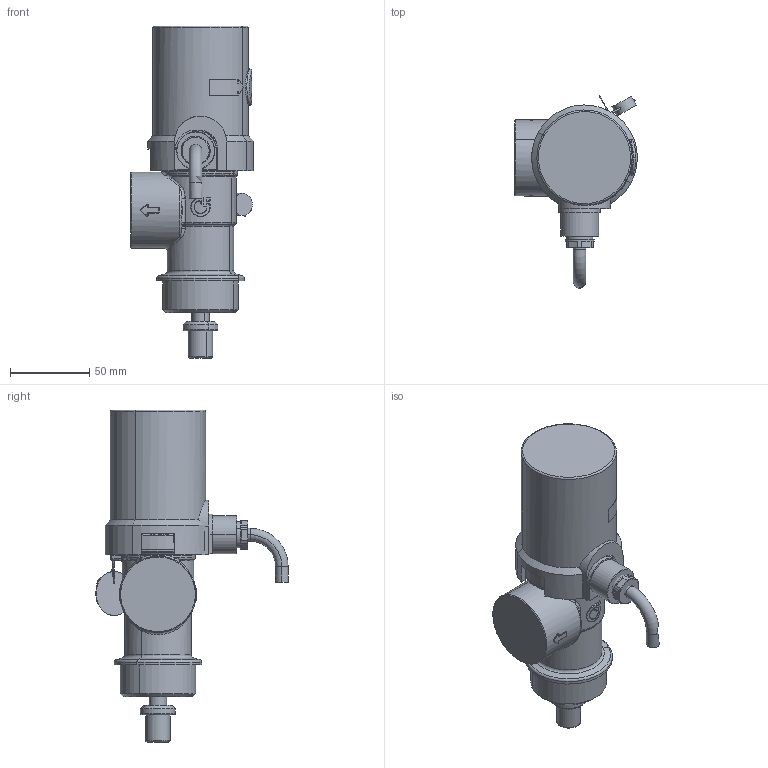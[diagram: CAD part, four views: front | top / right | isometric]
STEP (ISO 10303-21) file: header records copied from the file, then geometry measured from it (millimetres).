
FILE_DESCRIPTION(('CATIA V5 STEP Exchange'),'2;1');
FILE_NAME('STEP_542870_-_TST.stp','2018-04-10T11:59:25+00:00',('none'),('none'),'CATIA Version 5-6 Release 2016 SP4','CATIA V5 STEP AP203','none');
FILE_SCHEMA(('CONFIG_CONTROL_DESIGN'));
Products named in the file (1): _542870sol0001_sw0001
Bounding box: 77.29 x 121.1 x 209 mm (x, y, z)
Surface area: 95569.8 mm2 (no closed solid volume)
Topology: 0 solids, 59 shells, 933 faces, 2641 edges, 1707 vertices
Faces by surface type: plane 301, cylinder 218, bspline 199, cone 96, torus 95, sphere 24
Entity records: 44343 total; most frequent: CARTESIAN_POINT 24432, ORIENTED_EDGE 4403, DIRECTION 3004, EDGE_CURVE 2606, VERTEX_POINT 1707, AXIS2_PLACEMENT_3D 1311, VECTOR 959, LINE 959
